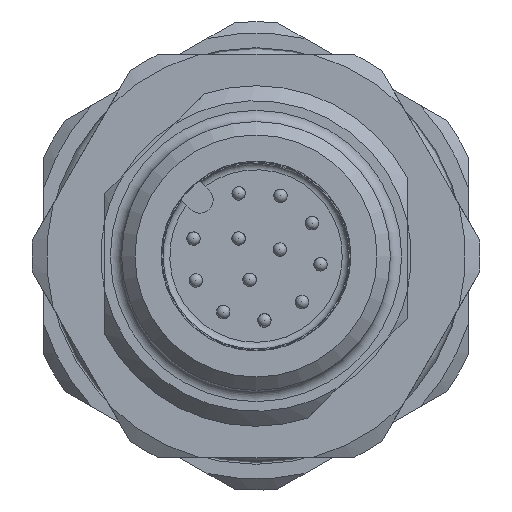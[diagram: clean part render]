
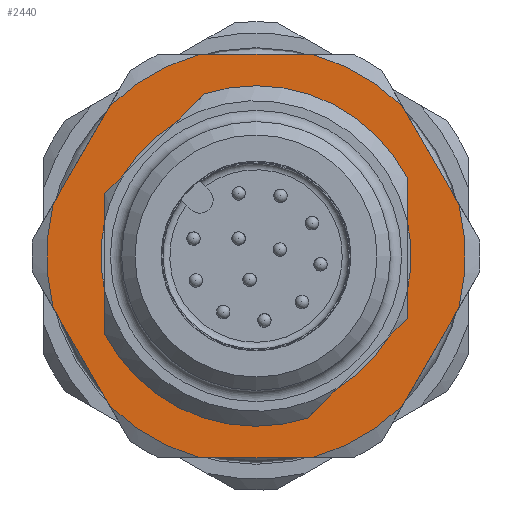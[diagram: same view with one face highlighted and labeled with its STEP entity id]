
A CAD part, left-side view. The second image highlights one B-rep face of the part: STEP entity #2440.
In plain terms, the highlighted planar face has unit normal (-1, 0, 0).
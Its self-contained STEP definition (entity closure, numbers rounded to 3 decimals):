
#134=PLANE('',#3264);
#597=EDGE_LOOP('',(#1478,#1479,#1480,#1481,#1482,#1483,#1484,#1485,#1486,
#1487,#1488,#1489,#1490,#1491));
#598=EDGE_LOOP('',(#1492,#1493,#1494,#1495,#1496,#1497,#1498,#1499,#1500,
#1501,#1502,#1503));
#686=LINE('',#4288,#818);
#689=LINE('',#4303,#821);
#697=LINE('',#4320,#829);
#699=LINE('',#4332,#831);
#705=LINE('',#4343,#837);
#713=LINE('',#4359,#845);
#716=LINE('',#4375,#848);
#723=LINE('',#4388,#855);
#781=LINE('',#5280,#913);
#782=LINE('',#5284,#914);
#783=LINE('',#5288,#915);
#784=LINE('',#5292,#916);
#785=LINE('',#5296,#917);
#786=LINE('',#5300,#918);
#818=VECTOR('',#3387,1.);
#821=VECTOR('',#3390,1.);
#829=VECTOR('',#3400,1.);
#831=VECTOR('',#3402,1.);
#837=VECTOR('',#3410,1.);
#845=VECTOR('',#3418,1.);
#848=VECTOR('',#3423,1.);
#855=VECTOR('',#3430,1.);
#913=VECTOR('',#4018,1.);
#914=VECTOR('',#4021,1.);
#915=VECTOR('',#4024,1.);
#916=VECTOR('',#4027,1.);
#917=VECTOR('',#4030,1.);
#918=VECTOR('',#4033,1.);
#1478=ORIENTED_EDGE('',*,*,#1725,.F.);
#1479=ORIENTED_EDGE('',*,*,#1733,.F.);
#1480=ORIENTED_EDGE('',*,*,#1992,.F.);
#1481=ORIENTED_EDGE('',*,*,#1737,.F.);
#1482=ORIENTED_EDGE('',*,*,#1715,.T.);
#1483=ORIENTED_EDGE('',*,*,#1763,.T.);
#1484=ORIENTED_EDGE('',*,*,#1993,.F.);
#1485=ORIENTED_EDGE('',*,*,#1756,.T.);
#1486=ORIENTED_EDGE('',*,*,#1751,.T.);
#1487=ORIENTED_EDGE('',*,*,#1994,.F.);
#1488=ORIENTED_EDGE('',*,*,#1743,.T.);
#1489=ORIENTED_EDGE('',*,*,#1711,.T.);
#1490=ORIENTED_EDGE('',*,*,#1720,.F.);
#1491=ORIENTED_EDGE('',*,*,#1995,.F.);
#1492=ORIENTED_EDGE('',*,*,#1996,.F.);
#1493=ORIENTED_EDGE('',*,*,#1997,.F.);
#1494=ORIENTED_EDGE('',*,*,#1998,.F.);
#1495=ORIENTED_EDGE('',*,*,#1999,.F.);
#1496=ORIENTED_EDGE('',*,*,#2000,.F.);
#1497=ORIENTED_EDGE('',*,*,#2001,.F.);
#1498=ORIENTED_EDGE('',*,*,#2002,.F.);
#1499=ORIENTED_EDGE('',*,*,#2003,.F.);
#1500=ORIENTED_EDGE('',*,*,#2004,.F.);
#1501=ORIENTED_EDGE('',*,*,#2005,.F.);
#1502=ORIENTED_EDGE('',*,*,#2006,.F.);
#1503=ORIENTED_EDGE('',*,*,#2007,.F.);
#1711=EDGE_CURVE('',#2695,#2696,#2094,.T.);
#1715=EDGE_CURVE('',#2699,#2700,#2096,.T.);
#1720=EDGE_CURVE('',#2704,#2696,#686,.T.);
#1725=EDGE_CURVE('',#2708,#2709,#689,.T.);
#1733=EDGE_CURVE('',#2716,#2708,#697,.T.);
#1737=EDGE_CURVE('',#2699,#2719,#699,.T.);
#1743=EDGE_CURVE('',#2723,#2695,#705,.T.);
#1751=EDGE_CURVE('',#2731,#2730,#713,.T.);
#1756=EDGE_CURVE('',#2735,#2731,#716,.T.);
#1763=EDGE_CURVE('',#2700,#2740,#723,.T.);
#1992=EDGE_CURVE('',#2719,#2716,#2227,.T.);
#1993=EDGE_CURVE('',#2735,#2740,#2228,.T.);
#1994=EDGE_CURVE('',#2723,#2730,#2229,.T.);
#1995=EDGE_CURVE('',#2709,#2704,#2230,.T.);
#1996=EDGE_CURVE('',#2912,#2913,#2231,.T.);
#1997=EDGE_CURVE('',#2914,#2912,#781,.T.);
#1998=EDGE_CURVE('',#2915,#2914,#2232,.T.);
#1999=EDGE_CURVE('',#2916,#2915,#782,.T.);
#2000=EDGE_CURVE('',#2917,#2916,#2233,.T.);
#2001=EDGE_CURVE('',#2918,#2917,#783,.T.);
#2002=EDGE_CURVE('',#2919,#2918,#2234,.T.);
#2003=EDGE_CURVE('',#2920,#2919,#784,.T.);
#2004=EDGE_CURVE('',#2921,#2920,#2235,.T.);
#2005=EDGE_CURVE('',#2922,#2921,#785,.T.);
#2006=EDGE_CURVE('',#2923,#2922,#2236,.T.);
#2007=EDGE_CURVE('',#2913,#2923,#786,.T.);
#2094=CIRCLE('',#2985,7.6);
#2096=CIRCLE('',#2988,7.6);
#2227=CIRCLE('',#3254,6.93);
#2228=CIRCLE('',#3255,6.93);
#2229=CIRCLE('',#3256,6.93);
#2230=CIRCLE('',#3257,6.93);
#2231=CIRCLE('',#3258,9.346);
#2232=CIRCLE('',#3259,9.346);
#2233=CIRCLE('',#3260,9.346);
#2234=CIRCLE('',#3261,9.346);
#2235=CIRCLE('',#3262,9.346);
#2236=CIRCLE('',#3263,9.346);
#2440=ADVANCED_FACE('',(#2648,#2649),#134,.F.);
#2648=FACE_BOUND('',#597,.T.);
#2649=FACE_BOUND('',#598,.T.);
#2695=VERTEX_POINT('',#4268);
#2696=VERTEX_POINT('',#4269);
#2699=VERTEX_POINT('',#4277);
#2700=VERTEX_POINT('',#4278);
#2704=VERTEX_POINT('',#4287);
#2708=VERTEX_POINT('',#4302);
#2709=VERTEX_POINT('',#4304);
#2716=VERTEX_POINT('',#4319);
#2719=VERTEX_POINT('',#4333);
#2723=VERTEX_POINT('',#4344);
#2730=VERTEX_POINT('',#4358);
#2731=VERTEX_POINT('',#4360);
#2735=VERTEX_POINT('',#4376);
#2740=VERTEX_POINT('',#4387);
#2912=VERTEX_POINT('',#5278);
#2913=VERTEX_POINT('',#5279);
#2914=VERTEX_POINT('',#5281);
#2915=VERTEX_POINT('',#5283);
#2916=VERTEX_POINT('',#5285);
#2917=VERTEX_POINT('',#5287);
#2918=VERTEX_POINT('',#5289);
#2919=VERTEX_POINT('',#5291);
#2920=VERTEX_POINT('',#5293);
#2921=VERTEX_POINT('',#5295);
#2922=VERTEX_POINT('',#5297);
#2923=VERTEX_POINT('',#5299);
#2985=AXIS2_PLACEMENT_3D('',#4267,#3370,#3371);
#2988=AXIS2_PLACEMENT_3D('',#4276,#3378,#3379);
#3254=AXIS2_PLACEMENT_3D('',#5273,#4008,#4009);
#3255=AXIS2_PLACEMENT_3D('',#5274,#4010,#4011);
#3256=AXIS2_PLACEMENT_3D('',#5275,#4012,#4013);
#3257=AXIS2_PLACEMENT_3D('',#5276,#4014,#4015);
#3258=AXIS2_PLACEMENT_3D('',#5277,#4016,#4017);
#3259=AXIS2_PLACEMENT_3D('',#5282,#4019,#4020);
#3260=AXIS2_PLACEMENT_3D('',#5286,#4022,#4023);
#3261=AXIS2_PLACEMENT_3D('',#5290,#4025,#4026);
#3262=AXIS2_PLACEMENT_3D('',#5294,#4028,#4029);
#3263=AXIS2_PLACEMENT_3D('',#5298,#4031,#4032);
#3264=AXIS2_PLACEMENT_3D('',#5301,#4034,#4035);
#3370=DIRECTION('',(1.,0.,0.));
#3371=DIRECTION('',(0.,0.,-1.));
#3378=DIRECTION('',(1.,0.,0.));
#3379=DIRECTION('',(0.,0.,-1.));
#3387=DIRECTION('',(0.,0.,1.));
#3390=DIRECTION('',(0.,0.,1.));
#3400=DIRECTION('',(0.,-0.707,0.707));
#3402=DIRECTION('',(0.,-0.707,0.707));
#3410=DIRECTION('',(0.,-0.707,0.707));
#3418=DIRECTION('',(0.,-0.707,0.707));
#3423=DIRECTION('',(0.,0.,1.));
#3430=DIRECTION('',(0.,0.,1.));
#4008=DIRECTION('',(-1.,0.,0.));
#4009=DIRECTION('',(0.,1.,0.));
#4010=DIRECTION('',(-1.,0.,0.));
#4011=DIRECTION('',(0.,1.,0.));
#4012=DIRECTION('',(-1.,0.,0.));
#4013=DIRECTION('',(0.,1.,0.));
#4014=DIRECTION('',(-1.,0.,0.));
#4015=DIRECTION('',(0.,1.,0.));
#4016=DIRECTION('',(1.,0.,0.));
#4017=DIRECTION('',(0.,0.,-1.));
#4018=DIRECTION('',(0.,1.,0.));
#4019=DIRECTION('',(1.,0.,0.));
#4020=DIRECTION('',(0.,0.,-1.));
#4021=DIRECTION('',(0.,0.5,-0.866));
#4022=DIRECTION('',(1.,0.,0.));
#4023=DIRECTION('',(0.,0.,-1.));
#4024=DIRECTION('',(0.,-0.5,-0.866));
#4025=DIRECTION('',(1.,0.,0.));
#4026=DIRECTION('',(0.,0.,-1.));
#4027=DIRECTION('',(0.,-1.,0.));
#4028=DIRECTION('',(1.,0.,0.));
#4029=DIRECTION('',(0.,0.,-1.));
#4030=DIRECTION('',(0.,-0.5,0.866));
#4031=DIRECTION('',(1.,0.,0.));
#4032=DIRECTION('',(0.,0.,-1.));
#4033=DIRECTION('',(0.,0.5,0.866));
#4034=DIRECTION('',(1.,0.,0.));
#4035=DIRECTION('',(0.,0.,-1.));
#4267=CARTESIAN_POINT('',(13.,0.,0.));
#4268=CARTESIAN_POINT('',(13.,2.303,7.243));
#4269=CARTESIAN_POINT('',(13.,-6.75,3.492));
#4276=CARTESIAN_POINT('',(13.,0.,0.));
#4277=CARTESIAN_POINT('',(13.,-2.303,-7.243));
#4278=CARTESIAN_POINT('',(13.,6.75,-3.492));
#4287=CARTESIAN_POINT('',(13.,-6.75,1.569));
#4288=CARTESIAN_POINT('',(13.,-6.75,5.744));
#4302=CARTESIAN_POINT('',(13.,-6.75,-2.796));
#4303=CARTESIAN_POINT('',(13.,-6.75,5.744));
#4304=CARTESIAN_POINT('',(13.,-6.75,-1.569));
#4319=CARTESIAN_POINT('',(13.,-5.883,-3.663));
#4320=CARTESIAN_POINT('',(13.,-6.75,-2.796));
#4332=CARTESIAN_POINT('',(13.,-6.75,-2.796));
#4333=CARTESIAN_POINT('',(13.,-3.663,-5.883));
#4343=CARTESIAN_POINT('',(13.,0.711,8.835));
#4344=CARTESIAN_POINT('',(13.,3.663,5.883));
#4358=CARTESIAN_POINT('',(13.,5.883,3.663));
#4359=CARTESIAN_POINT('',(13.,0.711,8.835));
#4360=CARTESIAN_POINT('',(13.,6.75,2.796));
#4375=CARTESIAN_POINT('',(13.,6.75,2.796));
#4376=CARTESIAN_POINT('',(13.,6.75,1.569));
#4387=CARTESIAN_POINT('',(13.,6.75,-1.569));
#4388=CARTESIAN_POINT('',(13.,6.75,2.796));
#5273=CARTESIAN_POINT('',(13.,0.,0.));
#5274=CARTESIAN_POINT('',(13.,0.,0.));
#5275=CARTESIAN_POINT('',(13.,0.,0.));
#5276=CARTESIAN_POINT('',(13.,0.,0.));
#5277=CARTESIAN_POINT('',(13.,0.,0.));
#5278=CARTESIAN_POINT('',(13.,2.521,-9.));
#5279=CARTESIAN_POINT('',(13.,6.534,-6.683));
#5280=CARTESIAN_POINT('',(13.,-4.359,-9.));
#5281=CARTESIAN_POINT('',(13.,-2.521,-9.));
#5282=CARTESIAN_POINT('',(13.,0.,0.));
#5283=CARTESIAN_POINT('',(13.,-6.534,-6.683));
#5284=CARTESIAN_POINT('',(13.,-9.974,-0.725));
#5285=CARTESIAN_POINT('',(13.,-9.055,-2.317));
#5286=CARTESIAN_POINT('',(13.,0.,0.));
#5287=CARTESIAN_POINT('',(13.,-9.055,2.317));
#5288=CARTESIAN_POINT('',(13.,-5.615,8.275));
#5289=CARTESIAN_POINT('',(13.,-6.534,6.683));
#5290=CARTESIAN_POINT('',(13.,0.,0.));
#5291=CARTESIAN_POINT('',(13.,-2.521,9.));
#5292=CARTESIAN_POINT('',(13.,4.359,9.));
#5293=CARTESIAN_POINT('',(13.,2.521,9.));
#5294=CARTESIAN_POINT('',(13.,0.,0.));
#5295=CARTESIAN_POINT('',(13.,6.534,6.683));
#5296=CARTESIAN_POINT('',(13.,9.974,0.725));
#5297=CARTESIAN_POINT('',(13.,9.055,2.317));
#5298=CARTESIAN_POINT('',(13.,0.,0.));
#5299=CARTESIAN_POINT('',(13.,9.055,-2.317));
#5300=CARTESIAN_POINT('',(13.,5.615,-8.275));
#5301=CARTESIAN_POINT('',(13.,0.,0.));
